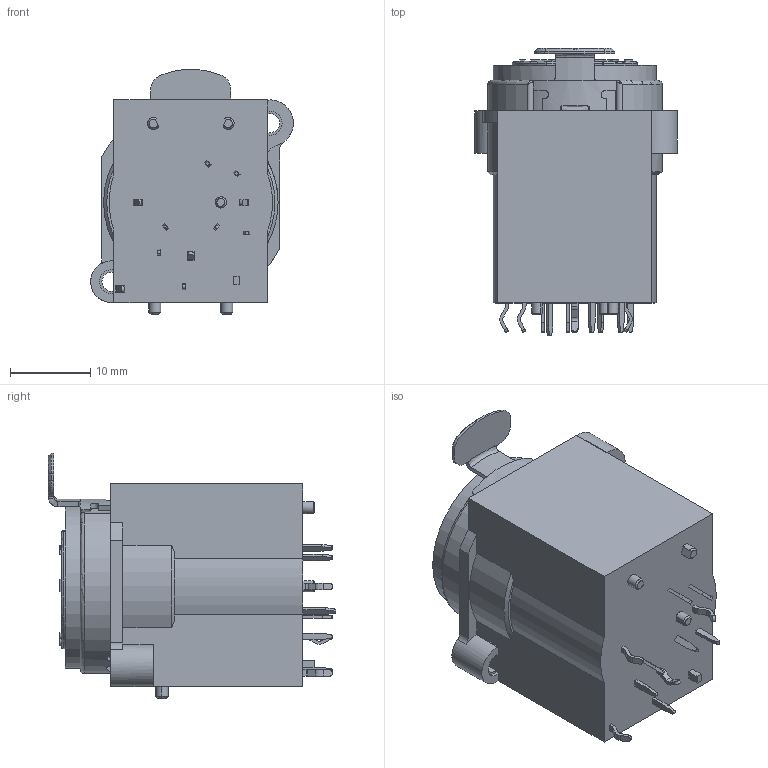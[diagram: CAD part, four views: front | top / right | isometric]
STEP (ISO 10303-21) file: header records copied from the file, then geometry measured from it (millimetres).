
FILE_DESCRIPTION((''),'2;1');
FILE_NAME('3D_FILE_NCJ10FE-V_ASM','2024-08-08T15:40:16',('jun.zhang'),(''),'CREO PARAMETRIC BY PTC INC, 2023424','CREO PARAMETRIC BY PTC INC, 2023424','');
FILE_SCHEMA(('AUTOMOTIVE_DESIGN { 1 0 10303 214 1 1 1 1 }'));
Length unit declared in the file: millimetre
Products named in the file (3): NCJ6FE-V_ASM_1; 123; 3D_FILE_NCJ10FE-V_ASM
Assembly tree (2 placements, depth 2):
  3D_FILE_NCJ10FE-V_ASM
    NCJ6FE-V_ASM_1
    123
Bounding box: 25.3 x 35.89 x 30.61 mm (x, y, z)
Volume: 12.5 mm3; surface area: 4124.8 mm2
Topology: 11 solids, 13 shells, 832 faces, 2332 edges, 1555 vertices
Faces by surface type: plane 563, cylinder 157, cone 48, extrusion 36, bspline 12, sphere 8, torus 8
Entity records: 34923 total; most frequent: CARTESIAN_POINT 6170, ORIENTED_EDGE 4636, DIRECTION 4347, EDGE_CURVE 2322, PRESENTATION_STYLE_ASSIGNMENT 2122, STYLED_ITEM 2122, CURVE_STYLE 2026, VECTOR 1589
